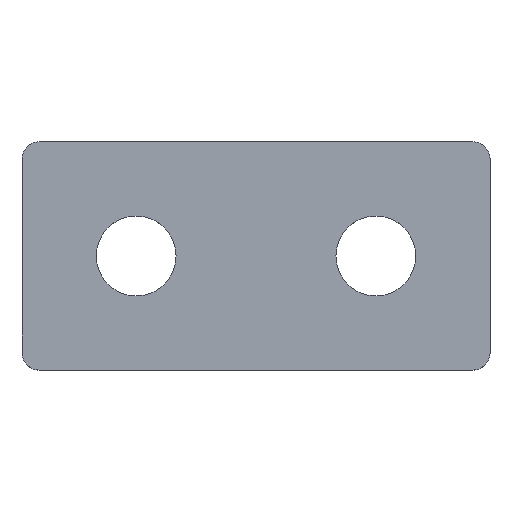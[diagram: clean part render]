
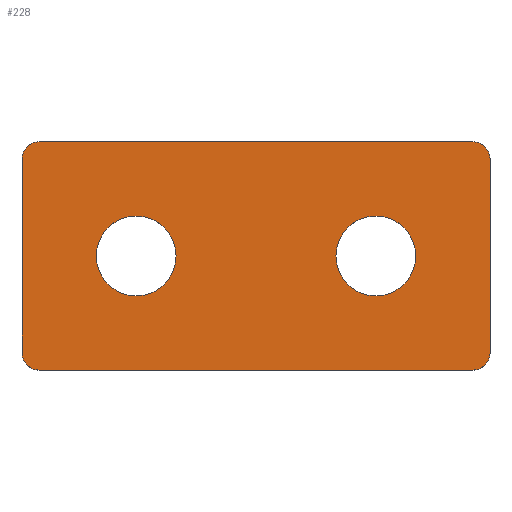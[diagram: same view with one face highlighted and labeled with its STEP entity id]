
A CAD part, top view. The second image highlights one B-rep face of the part: STEP entity #228.
In plain terms, the highlighted planar face has unit normal (0, 0, 1).
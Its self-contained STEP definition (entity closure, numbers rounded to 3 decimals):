
#17=FACE_BOUND('',#51,.T.);
#18=FACE_BOUND('',#52,.T.);
#24=PLANE('',#275);
#36=FACE_OUTER_BOUND('',#50,.T.);
#50=EDGE_LOOP('',(#201,#202,#203,#204,#205,#206,#207,#208));
#51=EDGE_LOOP('',(#209));
#52=EDGE_LOOP('',(#210));
#57=LINE('',#359,#75);
#63=LINE('',#384,#81);
#69=LINE('',#403,#87);
#70=LINE('',#405,#88);
#75=VECTOR('',#290,10.);
#81=VECTOR('',#314,10.);
#87=VECTOR('',#338,10.);
#88=VECTOR('',#341,10.);
#89=CIRCLE('',#253,3.);
#96=CIRCLE('',#263,3.);
#97=CIRCLE('',#266,3.);
#98=CIRCLE('',#268,3.);
#99=CIRCLE('',#270,7.);
#100=CIRCLE('',#272,7.);
#101=VERTEX_POINT('',#346);
#102=VERTEX_POINT('',#347);
#106=VERTEX_POINT('',#357);
#114=VERTEX_POINT('',#377);
#115=VERTEX_POINT('',#378);
#116=VERTEX_POINT('',#383);
#117=VERTEX_POINT('',#387);
#118=VERTEX_POINT('',#391);
#119=VERTEX_POINT('',#395);
#120=VERTEX_POINT('',#399);
#121=EDGE_CURVE('',#101,#102,#89,.T.);
#127=EDGE_CURVE('',#106,#101,#57,.T.);
#136=EDGE_CURVE('',#114,#115,#96,.T.);
#139=EDGE_CURVE('',#115,#116,#63,.T.);
#141=EDGE_CURVE('',#116,#117,#97,.T.);
#143=EDGE_CURVE('',#118,#106,#98,.T.);
#145=EDGE_CURVE('',#119,#119,#99,.T.);
#147=EDGE_CURVE('',#120,#120,#100,.T.);
#149=EDGE_CURVE('',#102,#114,#69,.T.);
#150=EDGE_CURVE('',#117,#118,#70,.T.);
#201=ORIENTED_EDGE('',*,*,#121,.F.);
#202=ORIENTED_EDGE('',*,*,#127,.F.);
#203=ORIENTED_EDGE('',*,*,#143,.F.);
#204=ORIENTED_EDGE('',*,*,#150,.F.);
#205=ORIENTED_EDGE('',*,*,#141,.F.);
#206=ORIENTED_EDGE('',*,*,#139,.F.);
#207=ORIENTED_EDGE('',*,*,#136,.F.);
#208=ORIENTED_EDGE('',*,*,#149,.F.);
#209=ORIENTED_EDGE('',*,*,#145,.T.);
#210=ORIENTED_EDGE('',*,*,#147,.T.);
#228=ADVANCED_FACE('',(#36,#17,#18),#24,.T.);
#253=AXIS2_PLACEMENT_3D('',#348,#280,#281);
#263=AXIS2_PLACEMENT_3D('',#379,#308,#309);
#266=AXIS2_PLACEMENT_3D('',#388,#318,#319);
#268=AXIS2_PLACEMENT_3D('',#392,#323,#324);
#270=AXIS2_PLACEMENT_3D('',#396,#328,#329);
#272=AXIS2_PLACEMENT_3D('',#400,#333,#334);
#275=AXIS2_PLACEMENT_3D('',#406,#342,#343);
#280=DIRECTION('center_axis',(0.,0.,-1.));
#281=DIRECTION('ref_axis',(-0.707,-0.707,0.));
#290=DIRECTION('',(-1.,0.,0.));
#308=DIRECTION('center_axis',(0.,0.,-1.));
#309=DIRECTION('ref_axis',(-0.707,0.707,0.));
#314=DIRECTION('',(1.,0.,0.));
#318=DIRECTION('center_axis',(0.,0.,-1.));
#319=DIRECTION('ref_axis',(0.707,0.707,0.));
#323=DIRECTION('center_axis',(0.,0.,-1.));
#324=DIRECTION('ref_axis',(0.707,-0.707,0.));
#328=DIRECTION('center_axis',(0.,0.,-1.));
#329=DIRECTION('ref_axis',(-1.,0.,0.));
#333=DIRECTION('center_axis',(0.,0.,-1.));
#334=DIRECTION('ref_axis',(-1.,0.,0.));
#338=DIRECTION('',(0.,1.,0.));
#341=DIRECTION('',(0.,-1.,0.));
#342=DIRECTION('center_axis',(0.,0.,1.));
#343=DIRECTION('ref_axis',(1.,0.,0.));
#346=CARTESIAN_POINT('',(3.,0.,4.));
#347=CARTESIAN_POINT('',(0.,3.,4.));
#348=CARTESIAN_POINT('Origin',(3.,3.,4.));
#357=CARTESIAN_POINT('',(79.,0.,4.));
#359=CARTESIAN_POINT('',(0.,0.,4.));
#377=CARTESIAN_POINT('',(0.,37.,4.));
#378=CARTESIAN_POINT('',(3.,40.,4.));
#379=CARTESIAN_POINT('Origin',(3.,37.,4.));
#383=CARTESIAN_POINT('',(79.,40.,4.));
#384=CARTESIAN_POINT('',(82.,40.,4.));
#387=CARTESIAN_POINT('',(82.,37.,4.));
#388=CARTESIAN_POINT('Origin',(79.,37.,4.));
#391=CARTESIAN_POINT('',(82.,3.,4.));
#392=CARTESIAN_POINT('Origin',(79.,3.,4.));
#395=CARTESIAN_POINT('',(27.,20.,4.));
#396=CARTESIAN_POINT('Origin',(20.,20.,4.));
#399=CARTESIAN_POINT('',(69.,20.,4.));
#400=CARTESIAN_POINT('Origin',(62.,20.,4.));
#403=CARTESIAN_POINT('',(0.,40.,4.));
#405=CARTESIAN_POINT('',(82.,0.,4.));
#406=CARTESIAN_POINT('Origin',(41.,20.,4.));
